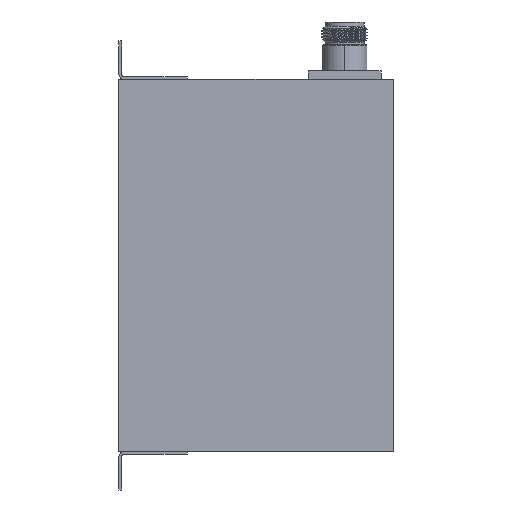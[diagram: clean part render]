
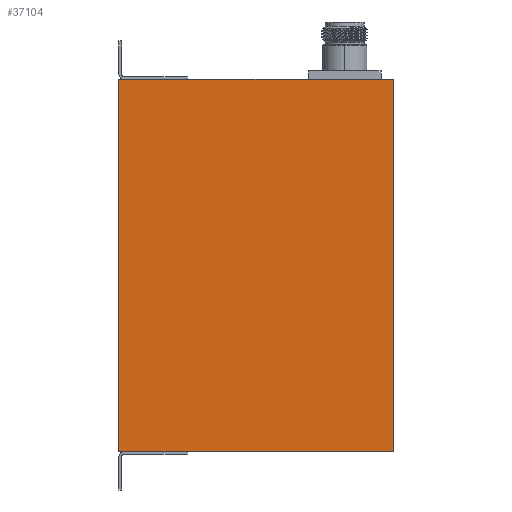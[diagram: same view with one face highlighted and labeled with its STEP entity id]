
A CAD part, front view. The second image highlights one B-rep face of the part: STEP entity #37104.
In plain terms, the highlighted planar face has unit normal (0, -1, 0).
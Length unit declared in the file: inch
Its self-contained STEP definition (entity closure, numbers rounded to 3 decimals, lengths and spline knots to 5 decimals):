
#160 = CARTESIAN_POINT ( 'NONE',  ( 113.75204, 23.7923, 5.11811 ) ) ;
#449 = LINE ( 'NONE', #46410, #48704 ) ;
#7668 = VERTEX_POINT ( 'NONE', #29731 ) ;
#9603 = ORIENTED_EDGE ( 'NONE', *, *, #29066, .F. ) ;
#9658 = DIRECTION ( 'NONE',  ( 1., 0., 0. ) ) ;
#10013 = VECTOR ( 'NONE', #33024, 39.37008 ) ;
#10752 = LINE ( 'NONE', #44110, #18280 ) ;
#12666 = CARTESIAN_POINT ( 'NONE',  ( 109.97251, 23.7923, 5.11811 ) ) ;
#14355 = LINE ( 'NONE', #51101, #10013 ) ;
#18280 = VECTOR ( 'NONE', #25435, 39.37008 ) ;
#18507 = CARTESIAN_POINT ( 'NONE',  ( 109.97251, 23.7923, 5.11811 ) ) ;
#18868 = DIRECTION ( 'NONE',  ( 0., 0., -1. ) ) ;
#19094 = VERTEX_POINT ( 'NONE', #33815 ) ;
#21107 = VERTEX_POINT ( 'NONE', #12666 ) ;
#25129 = VERTEX_POINT ( 'NONE', #45772 ) ;
#25435 = DIRECTION ( 'NONE',  ( 0., 0., 1. ) ) ;
#25794 = ORIENTED_EDGE ( 'NONE', *, *, #49785, .F. ) ;
#29066 = EDGE_CURVE ( 'NONE', #7668, #21107, #10752, .T. ) ;
#29731 = CARTESIAN_POINT ( 'NONE',  ( 109.97251, 23.7923, 0. ) ) ;
#32585 = DIRECTION ( 'NONE',  ( 0., 0., 1. ) ) ;
#33024 = DIRECTION ( 'NONE',  ( -1., 0., 0. ) ) ;
#33815 = CARTESIAN_POINT ( 'NONE',  ( 113.75204, 23.7923, 5.11811 ) ) ;
#34438 = AXIS2_PLACEMENT_3D ( 'NONE', #18507, #36874, #32585 ) ;
#36874 = DIRECTION ( 'NONE',  ( 0., 1., 0. ) ) ;
#37104 = ADVANCED_FACE ( 'NONE', ( #51254 ), #46972, .F. ) ;
#40473 = ORIENTED_EDGE ( 'NONE', *, *, #41633, .F. ) ;
#41633 = EDGE_CURVE ( 'NONE', #21107, #19094, #449, .T. ) ;
#44110 = CARTESIAN_POINT ( 'NONE',  ( 109.97251, 23.7923, 5.11811 ) ) ;
#45772 = CARTESIAN_POINT ( 'NONE',  ( 113.75204, 23.7923, 0. ) ) ;
#46410 = CARTESIAN_POINT ( 'NONE',  ( 109.97251, 23.7923, 5.11811 ) ) ;
#46724 = LINE ( 'NONE', #160, #59852 ) ;
#46972 = PLANE ( 'NONE',  #34438 ) ;
#48704 = VECTOR ( 'NONE', #9658, 39.37008 ) ;
#49785 = EDGE_CURVE ( 'NONE', #19094, #25129, #46724, .T. ) ;
#50338 = EDGE_CURVE ( 'NONE', #25129, #7668, #14355, .T. ) ;
#51101 = CARTESIAN_POINT ( 'NONE',  ( 109.97251, 23.7923, 0. ) ) ;
#51254 = FACE_OUTER_BOUND ( 'NONE', #51598, .T. ) ;
#51598 = EDGE_LOOP ( 'NONE', ( #25794, #40473, #9603, #57561 ) ) ;
#57561 = ORIENTED_EDGE ( 'NONE', *, *, #50338, .F. ) ;
#59852 = VECTOR ( 'NONE', #18868, 39.37008 ) ;
